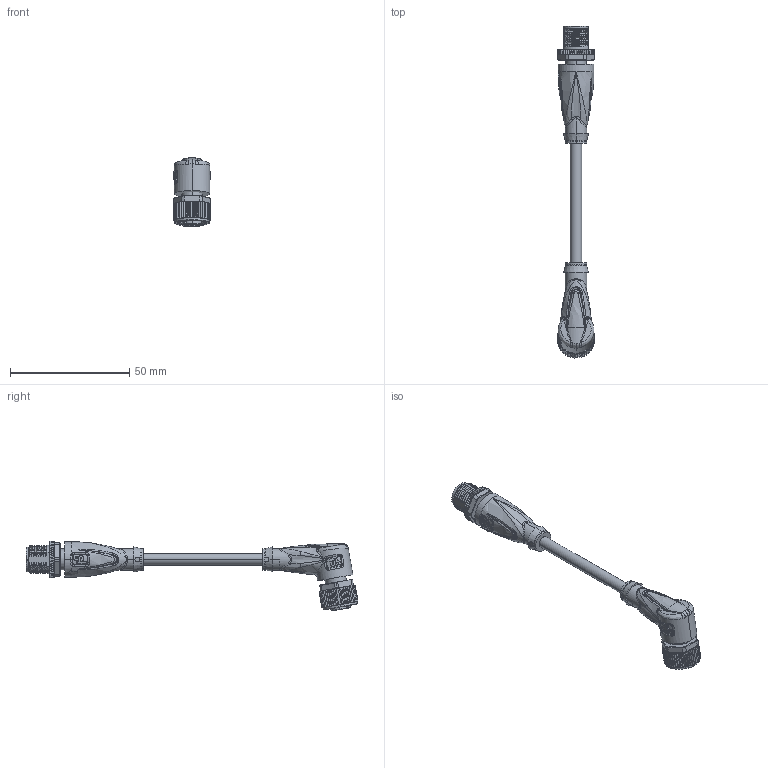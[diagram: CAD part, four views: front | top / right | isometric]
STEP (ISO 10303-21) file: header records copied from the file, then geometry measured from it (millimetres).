
FILE_DESCRIPTION(('STEP AP214'),'1');
FILE_NAME('cctmp_62D2EA5B-40AE-41B9-978E-E15BCE83E430_2022_04_27_10_36_57_0614..stp','2022-04-27T08:37:07',('KiM GmbH'),('CADClick - www.CADClick.com'),'Spatial InterOp 3D postprocessed',' ','unknown authorization');
FILE_SCHEMA(('AUTOMOTIVE_DESIGN'));
Length unit declared in the file: millimetre
Products named in the file (10): Connection2; Connection2_2; Connection2_1; T193119_1; Cable; Connection1; Connection1_3; Connection1_2; Connection1_1; T193119
Assembly tree (9 placements, depth 4):
  T193119
    T193119_1
      Connection2
        Connection2_2
        Connection2_1
      Cable
      Connection1
        Connection1_3
        Connection1_2
        Connection1_1
Bounding box: 15.4 x 138.96 x 29.23 mm (x, y, z)
Volume: 12860.5 mm3; surface area: 9686.8 mm2
Topology: 10 solids, 32 shells, 2286 faces, 5926 edges, 3730 vertices
Faces by surface type: plane 985, cylinder 519, torus 339, bspline 295, cone 134, sphere 10, extrusion 4
Entity records: 108531 total; most frequent: CARTESIAN_POINT 47574, ORIENTED_EDGE 11752, DIRECTION 10578, EDGE_CURVE 5898, AXIS2_PLACEMENT_3D 3845, VERTEX_POINT 3730, VECTOR 2888, LINE 2884
